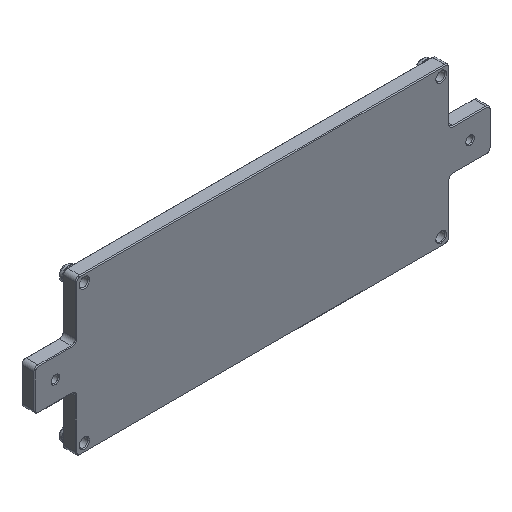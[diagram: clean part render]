
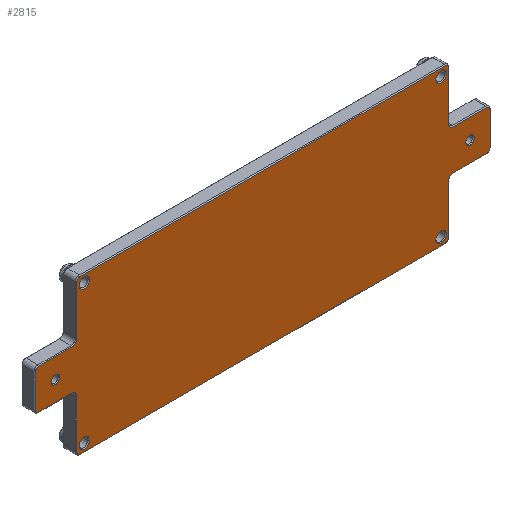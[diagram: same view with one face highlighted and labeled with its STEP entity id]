
A CAD part, isometric view. The second image highlights one B-rep face of the part: STEP entity #2815.
In plain terms, the highlighted planar face has unit normal (0, -1, 0).
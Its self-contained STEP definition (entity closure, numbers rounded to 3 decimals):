
#87=FACE_BOUND('',#618,.T.);
#88=FACE_BOUND('',#619,.T.);
#89=FACE_BOUND('',#620,.T.);
#90=FACE_BOUND('',#621,.T.);
#91=FACE_BOUND('',#622,.T.);
#92=FACE_BOUND('',#623,.T.);
#248=CIRCLE('',#2983,1.6);
#250=CIRCLE('',#2987,2.4);
#252=CIRCLE('',#2991,1.6);
#254=CIRCLE('',#2995,1.6);
#256=CIRCLE('',#2999,2.4);
#258=CIRCLE('',#3003,1.6);
#260=CIRCLE('',#3007,1.6);
#262=CIRCLE('',#3011,2.4);
#264=CIRCLE('',#3015,1.6);
#266=CIRCLE('',#3019,1.6);
#268=CIRCLE('',#3023,2.4);
#270=CIRCLE('',#3027,1.6);
#275=CIRCLE('',#3045,2.1);
#276=CIRCLE('',#3046,2.55);
#277=CIRCLE('',#3047,2.55);
#278=CIRCLE('',#3048,2.55);
#279=CIRCLE('',#3049,2.55);
#280=CIRCLE('',#3050,2.1);
#439=FACE_OUTER_BOUND('',#617,.T.);
#617=EDGE_LOOP('',(#2031,#2032,#2033,#2034,#2035,#2036,#2037,#2038,#2039,
#2040,#2041,#2042,#2043,#2044,#2045,#2046,#2047,#2048,#2049,#2050,#2051,
#2052,#2053,#2054));
#618=EDGE_LOOP('',(#2055));
#619=EDGE_LOOP('',(#2056));
#620=EDGE_LOOP('',(#2057));
#621=EDGE_LOOP('',(#2058));
#622=EDGE_LOOP('',(#2059));
#623=EDGE_LOOP('',(#2060));
#780=LINE('',#3917,#974);
#784=LINE('',#3929,#978);
#788=LINE('',#3941,#982);
#792=LINE('',#3953,#986);
#796=LINE('',#3965,#990);
#800=LINE('',#3977,#994);
#804=LINE('',#3989,#998);
#808=LINE('',#4001,#1002);
#812=LINE('',#4013,#1006);
#816=LINE('',#4025,#1010);
#820=LINE('',#4037,#1014);
#824=LINE('',#4049,#1018);
#974=VECTOR('',#3231,10.);
#978=VECTOR('',#3243,10.);
#982=VECTOR('',#3255,10.);
#986=VECTOR('',#3267,10.);
#990=VECTOR('',#3279,10.);
#994=VECTOR('',#3291,10.);
#998=VECTOR('',#3303,10.);
#1002=VECTOR('',#3315,10.);
#1006=VECTOR('',#3327,10.);
#1010=VECTOR('',#3339,10.);
#1014=VECTOR('',#3351,10.);
#1018=VECTOR('',#3363,10.);
#1165=VERTEX_POINT('',#3910);
#1168=VERTEX_POINT('',#3915);
#1169=VERTEX_POINT('',#3919);
#1171=VERTEX_POINT('',#3925);
#1173=VERTEX_POINT('',#3931);
#1175=VERTEX_POINT('',#3937);
#1177=VERTEX_POINT('',#3943);
#1179=VERTEX_POINT('',#3949);
#1181=VERTEX_POINT('',#3955);
#1183=VERTEX_POINT('',#3961);
#1185=VERTEX_POINT('',#3967);
#1187=VERTEX_POINT('',#3973);
#1189=VERTEX_POINT('',#3979);
#1191=VERTEX_POINT('',#3985);
#1193=VERTEX_POINT('',#3991);
#1195=VERTEX_POINT('',#3997);
#1197=VERTEX_POINT('',#4003);
#1199=VERTEX_POINT('',#4009);
#1201=VERTEX_POINT('',#4015);
#1203=VERTEX_POINT('',#4021);
#1205=VERTEX_POINT('',#4027);
#1207=VERTEX_POINT('',#4033);
#1209=VERTEX_POINT('',#4039);
#1211=VERTEX_POINT('',#4045);
#1250=VERTEX_POINT('',#4238);
#1251=VERTEX_POINT('',#4240);
#1252=VERTEX_POINT('',#4242);
#1253=VERTEX_POINT('',#4244);
#1254=VERTEX_POINT('',#4246);
#1255=VERTEX_POINT('',#4248);
#1432=EDGE_CURVE('',#1168,#1165,#780,.T.);
#1435=EDGE_CURVE('',#1165,#1169,#248,.T.);
#1438=EDGE_CURVE('',#1169,#1171,#784,.T.);
#1441=EDGE_CURVE('',#1171,#1173,#250,.T.);
#1444=EDGE_CURVE('',#1173,#1175,#788,.T.);
#1447=EDGE_CURVE('',#1175,#1177,#252,.T.);
#1450=EDGE_CURVE('',#1177,#1179,#792,.T.);
#1453=EDGE_CURVE('',#1179,#1181,#254,.T.);
#1456=EDGE_CURVE('',#1181,#1183,#796,.T.);
#1459=EDGE_CURVE('',#1183,#1185,#256,.T.);
#1462=EDGE_CURVE('',#1185,#1187,#800,.T.);
#1465=EDGE_CURVE('',#1187,#1189,#258,.T.);
#1468=EDGE_CURVE('',#1189,#1191,#804,.T.);
#1471=EDGE_CURVE('',#1191,#1193,#260,.T.);
#1474=EDGE_CURVE('',#1193,#1195,#808,.T.);
#1477=EDGE_CURVE('',#1195,#1197,#262,.T.);
#1480=EDGE_CURVE('',#1197,#1199,#812,.T.);
#1483=EDGE_CURVE('',#1199,#1201,#264,.T.);
#1486=EDGE_CURVE('',#1201,#1203,#816,.T.);
#1489=EDGE_CURVE('',#1203,#1205,#266,.T.);
#1492=EDGE_CURVE('',#1205,#1207,#820,.T.);
#1495=EDGE_CURVE('',#1207,#1209,#268,.T.);
#1498=EDGE_CURVE('',#1209,#1211,#824,.T.);
#1500=EDGE_CURVE('',#1211,#1168,#270,.T.);
#1550=EDGE_CURVE('',#1250,#1250,#275,.T.);
#1551=EDGE_CURVE('',#1251,#1251,#276,.T.);
#1552=EDGE_CURVE('',#1252,#1252,#277,.T.);
#1553=EDGE_CURVE('',#1253,#1253,#278,.T.);
#1554=EDGE_CURVE('',#1254,#1254,#279,.T.);
#1555=EDGE_CURVE('',#1255,#1255,#280,.T.);
#2031=ORIENTED_EDGE('',*,*,#1432,.F.);
#2032=ORIENTED_EDGE('',*,*,#1500,.F.);
#2033=ORIENTED_EDGE('',*,*,#1498,.F.);
#2034=ORIENTED_EDGE('',*,*,#1495,.F.);
#2035=ORIENTED_EDGE('',*,*,#1492,.F.);
#2036=ORIENTED_EDGE('',*,*,#1489,.F.);
#2037=ORIENTED_EDGE('',*,*,#1486,.F.);
#2038=ORIENTED_EDGE('',*,*,#1483,.F.);
#2039=ORIENTED_EDGE('',*,*,#1480,.F.);
#2040=ORIENTED_EDGE('',*,*,#1477,.F.);
#2041=ORIENTED_EDGE('',*,*,#1474,.F.);
#2042=ORIENTED_EDGE('',*,*,#1471,.F.);
#2043=ORIENTED_EDGE('',*,*,#1468,.F.);
#2044=ORIENTED_EDGE('',*,*,#1465,.F.);
#2045=ORIENTED_EDGE('',*,*,#1462,.F.);
#2046=ORIENTED_EDGE('',*,*,#1459,.F.);
#2047=ORIENTED_EDGE('',*,*,#1456,.F.);
#2048=ORIENTED_EDGE('',*,*,#1453,.F.);
#2049=ORIENTED_EDGE('',*,*,#1450,.F.);
#2050=ORIENTED_EDGE('',*,*,#1447,.F.);
#2051=ORIENTED_EDGE('',*,*,#1444,.F.);
#2052=ORIENTED_EDGE('',*,*,#1441,.F.);
#2053=ORIENTED_EDGE('',*,*,#1438,.F.);
#2054=ORIENTED_EDGE('',*,*,#1435,.F.);
#2055=ORIENTED_EDGE('',*,*,#1550,.F.);
#2056=ORIENTED_EDGE('',*,*,#1551,.F.);
#2057=ORIENTED_EDGE('',*,*,#1552,.F.);
#2058=ORIENTED_EDGE('',*,*,#1553,.F.);
#2059=ORIENTED_EDGE('',*,*,#1554,.F.);
#2060=ORIENTED_EDGE('',*,*,#1555,.F.);
#2749=PLANE('',#3044);
#2815=ADVANCED_FACE('',(#439,#87,#88,#89,#90,#91,#92),#2749,.F.);
#2983=AXIS2_PLACEMENT_3D('',#3923,#3237,#3238);
#2987=AXIS2_PLACEMENT_3D('',#3935,#3249,#3250);
#2991=AXIS2_PLACEMENT_3D('',#3947,#3261,#3262);
#2995=AXIS2_PLACEMENT_3D('',#3959,#3273,#3274);
#2999=AXIS2_PLACEMENT_3D('',#3971,#3285,#3286);
#3003=AXIS2_PLACEMENT_3D('',#3983,#3297,#3298);
#3007=AXIS2_PLACEMENT_3D('',#3995,#3309,#3310);
#3011=AXIS2_PLACEMENT_3D('',#4007,#3321,#3322);
#3015=AXIS2_PLACEMENT_3D('',#4019,#3333,#3334);
#3019=AXIS2_PLACEMENT_3D('',#4031,#3345,#3346);
#3023=AXIS2_PLACEMENT_3D('',#4043,#3357,#3358);
#3027=AXIS2_PLACEMENT_3D('',#4052,#3368,#3369);
#3044=AXIS2_PLACEMENT_3D('',#4237,#3421,#3422);
#3045=AXIS2_PLACEMENT_3D('',#4239,#3423,#3424);
#3046=AXIS2_PLACEMENT_3D('',#4241,#3425,#3426);
#3047=AXIS2_PLACEMENT_3D('',#4243,#3427,#3428);
#3048=AXIS2_PLACEMENT_3D('',#4245,#3429,#3430);
#3049=AXIS2_PLACEMENT_3D('',#4247,#3431,#3432);
#3050=AXIS2_PLACEMENT_3D('',#4249,#3433,#3434);
#3231=DIRECTION('',(1.,0.,0.));
#3237=DIRECTION('center_axis',(0.,1.,0.));
#3238=DIRECTION('ref_axis',(0.707,0.,0.707));
#3243=DIRECTION('',(0.,0.,-1.));
#3249=DIRECTION('center_axis',(0.,-1.,0.));
#3250=DIRECTION('ref_axis',(-0.707,0.,-0.707));
#3255=DIRECTION('',(1.,0.,0.));
#3261=DIRECTION('center_axis',(0.,1.,0.));
#3262=DIRECTION('ref_axis',(0.707,0.,0.707));
#3267=DIRECTION('',(0.,0.,-1.));
#3273=DIRECTION('center_axis',(0.,1.,0.));
#3274=DIRECTION('ref_axis',(0.707,0.,-0.707));
#3279=DIRECTION('',(-1.,0.,0.));
#3285=DIRECTION('center_axis',(0.,-1.,0.));
#3286=DIRECTION('ref_axis',(-0.707,0.,0.707));
#3291=DIRECTION('',(0.,0.,-1.));
#3297=DIRECTION('center_axis',(0.,1.,0.));
#3298=DIRECTION('ref_axis',(0.707,0.,-0.707));
#3303=DIRECTION('',(-1.,0.,0.));
#3309=DIRECTION('center_axis',(0.,1.,0.));
#3310=DIRECTION('ref_axis',(-0.707,0.,-0.707));
#3315=DIRECTION('',(0.,0.,1.));
#3321=DIRECTION('center_axis',(0.,-1.,0.));
#3322=DIRECTION('ref_axis',(0.707,0.,0.707));
#3327=DIRECTION('',(-1.,0.,0.));
#3333=DIRECTION('center_axis',(0.,1.,0.));
#3334=DIRECTION('ref_axis',(-0.707,0.,-0.707));
#3339=DIRECTION('',(0.,0.,1.));
#3345=DIRECTION('center_axis',(0.,1.,0.));
#3346=DIRECTION('ref_axis',(-0.707,0.,0.707));
#3351=DIRECTION('',(1.,0.,0.));
#3357=DIRECTION('center_axis',(0.,-1.,0.));
#3358=DIRECTION('ref_axis',(0.707,0.,-0.707));
#3363=DIRECTION('',(0.,0.,1.));
#3368=DIRECTION('center_axis',(0.,1.,0.));
#3369=DIRECTION('ref_axis',(-0.707,0.,0.707));
#3421=DIRECTION('center_axis',(0.,1.,0.));
#3422=DIRECTION('ref_axis',(0.,0.,1.));
#3423=DIRECTION('center_axis',(0.,-1.,0.));
#3424=DIRECTION('ref_axis',(1.,0.,0.));
#3425=DIRECTION('center_axis',(0.,-1.,0.));
#3426=DIRECTION('ref_axis',(1.,0.,0.));
#3427=DIRECTION('center_axis',(0.,-1.,0.));
#3428=DIRECTION('ref_axis',(1.,0.,0.));
#3429=DIRECTION('center_axis',(0.,-1.,0.));
#3430=DIRECTION('ref_axis',(1.,0.,0.));
#3431=DIRECTION('center_axis',(0.,-1.,0.));
#3432=DIRECTION('ref_axis',(1.,0.,0.));
#3433=DIRECTION('center_axis',(0.,-1.,0.));
#3434=DIRECTION('ref_axis',(1.,0.,0.));
#3910=CARTESIAN_POINT('',(84.,0.,37.1));
#3915=CARTESIAN_POINT('',(-92.,0.,37.1));
#3917=CARTESIAN_POINT('',(-49.,0.,37.1));
#3919=CARTESIAN_POINT('',(85.6,0.,35.5));
#3923=CARTESIAN_POINT('Origin',(84.,0.,35.5));
#3925=CARTESIAN_POINT('',(85.6,0.,12.));
#3929=CARTESIAN_POINT('',(85.6,0.,18.75));
#3931=CARTESIAN_POINT('',(88.,0.,9.6));
#3935=CARTESIAN_POINT('Origin',(88.,0.,12.));
#3937=CARTESIAN_POINT('',(104.,0.,9.6));
#3941=CARTESIAN_POINT('',(41.,0.,9.6));
#3943=CARTESIAN_POINT('',(105.6,0.,8.));
#3947=CARTESIAN_POINT('Origin',(104.,0.,8.));
#3949=CARTESIAN_POINT('',(105.6,0.,-8.));
#3953=CARTESIAN_POINT('',(105.6,0.,5.));
#3955=CARTESIAN_POINT('',(104.,0.,-9.6));
#3959=CARTESIAN_POINT('Origin',(104.,0.,-8.));
#3961=CARTESIAN_POINT('',(88.,0.,-9.6));
#3965=CARTESIAN_POINT('',(51.,0.,-9.6));
#3967=CARTESIAN_POINT('',(85.6,0.,-12.));
#3971=CARTESIAN_POINT('Origin',(88.,0.,-12.));
#3973=CARTESIAN_POINT('',(85.6,0.,-35.5));
#3977=CARTESIAN_POINT('',(85.6,0.,-5.));
#3979=CARTESIAN_POINT('',(84.,0.,-37.1));
#3983=CARTESIAN_POINT('Origin',(84.,0.,-35.5));
#3985=CARTESIAN_POINT('',(-92.,0.,-37.1));
#3989=CARTESIAN_POINT('',(41.,0.,-37.1));
#3991=CARTESIAN_POINT('',(-93.6,0.,-35.5));
#3995=CARTESIAN_POINT('Origin',(-92.,0.,-35.5));
#3997=CARTESIAN_POINT('',(-93.6,0.,-12.));
#4001=CARTESIAN_POINT('',(-93.6,0.,-18.75));
#4003=CARTESIAN_POINT('',(-96.,0.,-9.6));
#4007=CARTESIAN_POINT('Origin',(-96.,0.,-12.));
#4009=CARTESIAN_POINT('',(-112.,0.,-9.6));
#4013=CARTESIAN_POINT('',(-49.,0.,-9.6));
#4015=CARTESIAN_POINT('',(-113.6,0.,-8.));
#4019=CARTESIAN_POINT('Origin',(-112.,0.,-8.));
#4021=CARTESIAN_POINT('',(-113.6,0.,8.));
#4025=CARTESIAN_POINT('',(-113.6,0.,-5.));
#4027=CARTESIAN_POINT('',(-112.,0.,9.6));
#4031=CARTESIAN_POINT('Origin',(-112.,0.,8.));
#4033=CARTESIAN_POINT('',(-96.,0.,9.6));
#4037=CARTESIAN_POINT('',(-59.,0.,9.6));
#4039=CARTESIAN_POINT('',(-93.6,0.,12.));
#4043=CARTESIAN_POINT('Origin',(-96.,0.,12.));
#4045=CARTESIAN_POINT('',(-93.6,0.,35.5));
#4049=CARTESIAN_POINT('',(-93.6,0.,5.));
#4052=CARTESIAN_POINT('Origin',(-92.,0.,35.5));
#4237=CARTESIAN_POINT('Origin',(-4.,0.,0.));
#4238=CARTESIAN_POINT('',(-106.1,0.,0.));
#4239=CARTESIAN_POINT('Origin',(-104.,0.,0.));
#4240=CARTESIAN_POINT('',(79.45,0.,33.5));
#4241=CARTESIAN_POINT('Origin',(82.,0.,33.5));
#4242=CARTESIAN_POINT('',(-92.55,0.,-33.5));
#4243=CARTESIAN_POINT('Origin',(-90.,0.,-33.5));
#4244=CARTESIAN_POINT('',(-92.55,0.,33.5));
#4245=CARTESIAN_POINT('Origin',(-90.,0.,33.5));
#4246=CARTESIAN_POINT('',(79.45,0.,-33.5));
#4247=CARTESIAN_POINT('Origin',(82.,0.,-33.5));
#4248=CARTESIAN_POINT('',(93.9,0.,0.));
#4249=CARTESIAN_POINT('Origin',(96.,0.,0.));
